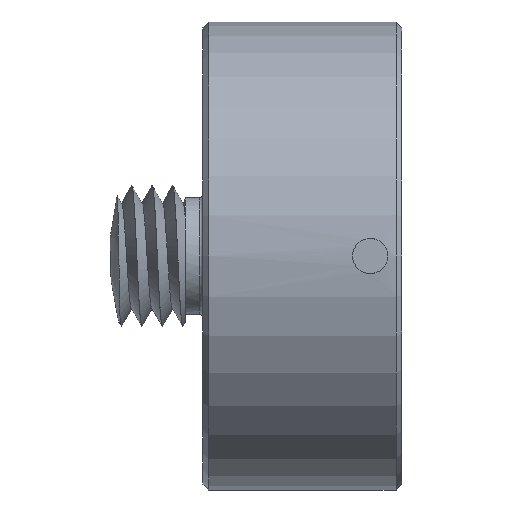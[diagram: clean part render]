
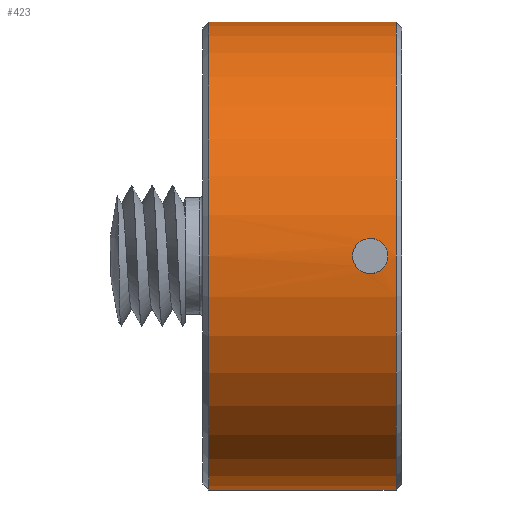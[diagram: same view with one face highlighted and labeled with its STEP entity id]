
A CAD part, left-side view. The second image highlights one B-rep face of the part: STEP entity #423.
In plain terms, the highlighted cylindrical face has radius 20 mm (diameter 40 mm), a full revolution.
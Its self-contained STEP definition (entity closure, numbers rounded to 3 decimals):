
#24=FACE_BOUND('',#74,.T.);
#49=FACE_OUTER_BOUND('',#73,.T.);
#73=EDGE_LOOP('',(#346,#347,#348,#349,#350,#351));
#74=EDGE_LOOP('',(#352,#353));
#108=CIRCLE('',#479,20.);
#109=CIRCLE('',#480,20.);
#112=CIRCLE('',#484,20.);
#113=CIRCLE('',#485,20.);
#126=B_SPLINE_CURVE_WITH_KNOTS('',3,(#854,#855,#856,#857,#858,#859,#860,
#861,#862,#863),.UNSPECIFIED.,.F.,.F.,(4,2,2,2,4),(1.357,1.413,
1.47,1.526,1.583),.UNSPECIFIED.);
#127=B_SPLINE_CURVE_WITH_KNOTS('',3,(#864,#865,#866,#867,#868,#869,#870,
#871,#872,#873,#874,#875,#876,#877,#878,#879,#880,#881,#882,#883,#884,#885,
#886,#887,#888,#889,#890),.UNSPECIFIED.,.F.,.F.,(4,2,2,2,3,2,2,2,2,2,2,
2,4),(0.678,0.735,0.791,0.848,
0.904,0.961,1.017,1.074,1.131,
1.187,1.244,1.3,1.357),
 .UNSPECIFIED.);
#149=LINE('',#974,#163);
#163=VECTOR('',#608,20.);
#172=VERTEX_POINT('',#852);
#173=VERTEX_POINT('',#853);
#195=VERTEX_POINT('',#946);
#196=VERTEX_POINT('',#947);
#199=VERTEX_POINT('',#956);
#200=VERTEX_POINT('',#957);
#220=EDGE_CURVE('',#172,#173,#126,.F.);
#221=EDGE_CURVE('',#173,#172,#127,.F.);
#248=EDGE_CURVE('',#195,#196,#108,.T.);
#249=EDGE_CURVE('',#196,#195,#109,.T.);
#253=EDGE_CURVE('',#199,#200,#112,.T.);
#254=EDGE_CURVE('',#200,#199,#113,.T.);
#262=EDGE_CURVE('',#195,#200,#149,.T.);
#346=ORIENTED_EDGE('',*,*,#248,.T.);
#347=ORIENTED_EDGE('',*,*,#249,.T.);
#348=ORIENTED_EDGE('',*,*,#262,.T.);
#349=ORIENTED_EDGE('',*,*,#254,.T.);
#350=ORIENTED_EDGE('',*,*,#253,.T.);
#351=ORIENTED_EDGE('',*,*,#262,.F.);
#352=ORIENTED_EDGE('',*,*,#220,.T.);
#353=ORIENTED_EDGE('',*,*,#221,.T.);
#407=CYLINDRICAL_SURFACE('',#492,20.);
#423=ADVANCED_FACE('',(#49,#24),#407,.T.);
#479=AXIS2_PLACEMENT_3D('',#948,#577,#578);
#480=AXIS2_PLACEMENT_3D('',#949,#579,#580);
#484=AXIS2_PLACEMENT_3D('',#958,#588,#589);
#485=AXIS2_PLACEMENT_3D('',#959,#590,#591);
#492=AXIS2_PLACEMENT_3D('',#973,#606,#607);
#577=DIRECTION('center_axis',(0.,-1.,0.));
#578=DIRECTION('ref_axis',(1.,0.,0.));
#579=DIRECTION('center_axis',(0.,-1.,0.));
#580=DIRECTION('ref_axis',(1.,0.,0.));
#588=DIRECTION('center_axis',(0.,1.,0.));
#589=DIRECTION('ref_axis',(-1.,0.,0.));
#590=DIRECTION('center_axis',(0.,1.,0.));
#591=DIRECTION('ref_axis',(-1.,0.,0.));
#606=DIRECTION('center_axis',(0.,1.,0.));
#607=DIRECTION('ref_axis',(-1.,0.,0.));
#608=DIRECTION('',(0.,-1.,0.));
#852=CARTESIAN_POINT('',(-20.,4.2,0.));
#853=CARTESIAN_POINT('',(-19.944,2.7,1.5));
#854=CARTESIAN_POINT('Ctrl Pts',(-19.944,2.7,1.5));
#855=CARTESIAN_POINT('Ctrl Pts',(-19.944,2.888,1.5));
#856=CARTESIAN_POINT('Ctrl Pts',(-19.947,3.089,1.462));
#857=CARTESIAN_POINT('Ctrl Pts',(-19.957,3.459,1.309));
#858=CARTESIAN_POINT('Ctrl Pts',(-19.965,3.628,1.194));
#859=CARTESIAN_POINT('Ctrl Pts',(-19.979,3.894,0.928));
#860=CARTESIAN_POINT('Ctrl Pts',(-19.986,4.009,0.759));
#861=CARTESIAN_POINT('Ctrl Pts',(-19.997,4.162,0.389));
#862=CARTESIAN_POINT('Ctrl Pts',(-20.,4.2,0.188));
#863=CARTESIAN_POINT('Ctrl Pts',(-20.,4.2,0.));
#864=CARTESIAN_POINT('Ctrl Pts',(-20.,4.2,0.));
#865=CARTESIAN_POINT('Ctrl Pts',(-20.,4.2,-0.188));
#866=CARTESIAN_POINT('Ctrl Pts',(-19.997,4.162,-0.389));
#867=CARTESIAN_POINT('Ctrl Pts',(-19.986,4.009,-0.759));
#868=CARTESIAN_POINT('Ctrl Pts',(-19.979,3.894,-0.928));
#869=CARTESIAN_POINT('Ctrl Pts',(-19.965,3.628,-1.194));
#870=CARTESIAN_POINT('Ctrl Pts',(-19.957,3.459,-1.309));
#871=CARTESIAN_POINT('Ctrl Pts',(-19.947,3.089,-1.462));
#872=CARTESIAN_POINT('Ctrl Pts',(-19.944,2.888,-1.5));
#873=CARTESIAN_POINT('Ctrl Pts',(-19.944,2.7,-1.5));
#874=CARTESIAN_POINT('Ctrl Pts',(-19.944,2.512,-1.5));
#875=CARTESIAN_POINT('Ctrl Pts',(-19.947,2.311,-1.462));
#876=CARTESIAN_POINT('Ctrl Pts',(-19.957,1.941,-1.309));
#877=CARTESIAN_POINT('Ctrl Pts',(-19.965,1.772,-1.194));
#878=CARTESIAN_POINT('Ctrl Pts',(-19.979,1.506,-0.928));
#879=CARTESIAN_POINT('Ctrl Pts',(-19.986,1.391,-0.759));
#880=CARTESIAN_POINT('Ctrl Pts',(-19.997,1.238,-0.389));
#881=CARTESIAN_POINT('Ctrl Pts',(-20.,1.2,-0.188));
#882=CARTESIAN_POINT('Ctrl Pts',(-20.,1.2,0.188));
#883=CARTESIAN_POINT('Ctrl Pts',(-19.997,1.238,0.389));
#884=CARTESIAN_POINT('Ctrl Pts',(-19.986,1.391,0.759));
#885=CARTESIAN_POINT('Ctrl Pts',(-19.979,1.506,0.928));
#886=CARTESIAN_POINT('Ctrl Pts',(-19.965,1.772,1.194));
#887=CARTESIAN_POINT('Ctrl Pts',(-19.957,1.941,1.309));
#888=CARTESIAN_POINT('Ctrl Pts',(-19.947,2.311,1.462));
#889=CARTESIAN_POINT('Ctrl Pts',(-19.944,2.512,1.5));
#890=CARTESIAN_POINT('Ctrl Pts',(-19.944,2.7,1.5));
#946=CARTESIAN_POINT('',(20.,16.5,0.));
#947=CARTESIAN_POINT('',(-20.,16.5,0.));
#948=CARTESIAN_POINT('Origin',(0.,16.5,0.));
#949=CARTESIAN_POINT('Origin',(0.,16.5,0.));
#956=CARTESIAN_POINT('',(-20.,0.5,0.));
#957=CARTESIAN_POINT('',(20.,0.5,0.));
#958=CARTESIAN_POINT('Origin',(0.,0.5,
0.));
#959=CARTESIAN_POINT('Origin',(0.,0.5,
0.));
#973=CARTESIAN_POINT('Origin',(0.,25.,0.));
#974=CARTESIAN_POINT('',(20.,25.,0.));
